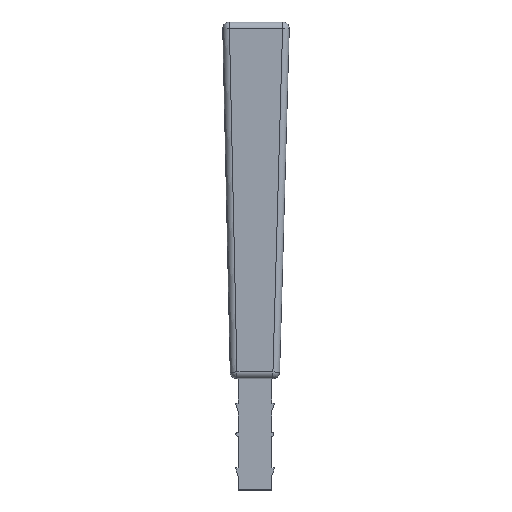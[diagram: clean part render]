
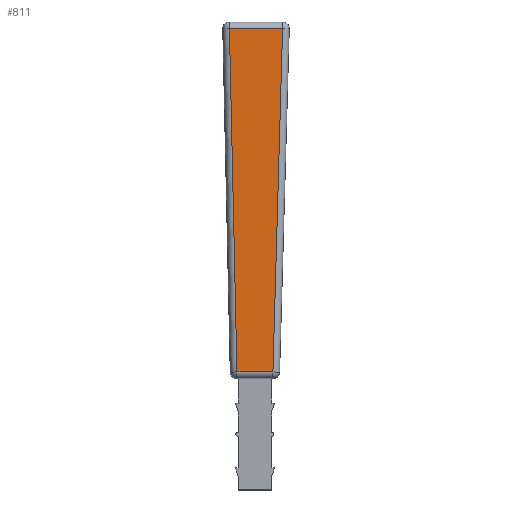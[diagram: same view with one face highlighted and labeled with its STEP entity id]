
A CAD part, top view. The second image highlights one B-rep face of the part: STEP entity #811.
In plain terms, the highlighted planar face has unit normal (0, -0.016, 1).
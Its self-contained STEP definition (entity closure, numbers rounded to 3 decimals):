
#44=PLANE('',#906);
#91=FACE_OUTER_BOUND('',#138,.T.);
#138=EDGE_LOOP('',(#724,#725,#726,#727));
#216=LINE('',#1370,#297);
#217=LINE('',#1376,#298);
#218=LINE('',#1378,#299);
#219=LINE('',#1380,#300);
#297=VECTOR('',#1128,10.);
#298=VECTOR('',#1137,10.);
#299=VECTOR('',#1140,10.);
#300=VECTOR('',#1143,10.);
#403=VERTEX_POINT('',#1358);
#404=VERTEX_POINT('',#1362);
#405=VERTEX_POINT('',#1366);
#406=VERTEX_POINT('',#1372);
#514=EDGE_CURVE('',#403,#405,#216,.T.);
#517=EDGE_CURVE('',#406,#404,#217,.T.);
#518=EDGE_CURVE('',#405,#406,#218,.T.);
#519=EDGE_CURVE('',#404,#403,#219,.T.);
#724=ORIENTED_EDGE('',*,*,#517,.F.);
#725=ORIENTED_EDGE('',*,*,#518,.F.);
#726=ORIENTED_EDGE('',*,*,#514,.F.);
#727=ORIENTED_EDGE('',*,*,#519,.F.);
#811=ADVANCED_FACE('',(#91),#44,.T.);
#906=AXIS2_PLACEMENT_3D('',#1383,#1147,#1148);
#1128=DIRECTION('',(1.,0.,0.));
#1137=DIRECTION('',(-1.,0.,0.));
#1140=DIRECTION('',(-0.028,-0.999,-0.016));
#1143=DIRECTION('',(-0.022,1.,0.016));
#1147=DIRECTION('center_axis',(0.,-0.016,1.));
#1148=DIRECTION('ref_axis',(1.,0.,0.));
#1358=CARTESIAN_POINT('',(-18.934,206.953,9.952));
#1362=CARTESIAN_POINT('',(-15.565,52.953,7.546));
#1366=CARTESIAN_POINT('',(4.914,206.953,9.952));
#1370=CARTESIAN_POINT('',(-12.75,206.953,9.952));
#1372=CARTESIAN_POINT('',(0.583,52.953,7.546));
#1376=CARTESIAN_POINT('',(-13.,52.953,7.546));
#1378=CARTESIAN_POINT('',(0.494,49.775,7.496));
#1380=CARTESIAN_POINT('',(-15.5,50.007,7.5));
#1383=CARTESIAN_POINT('Origin',(-18.5,50.,7.5));
